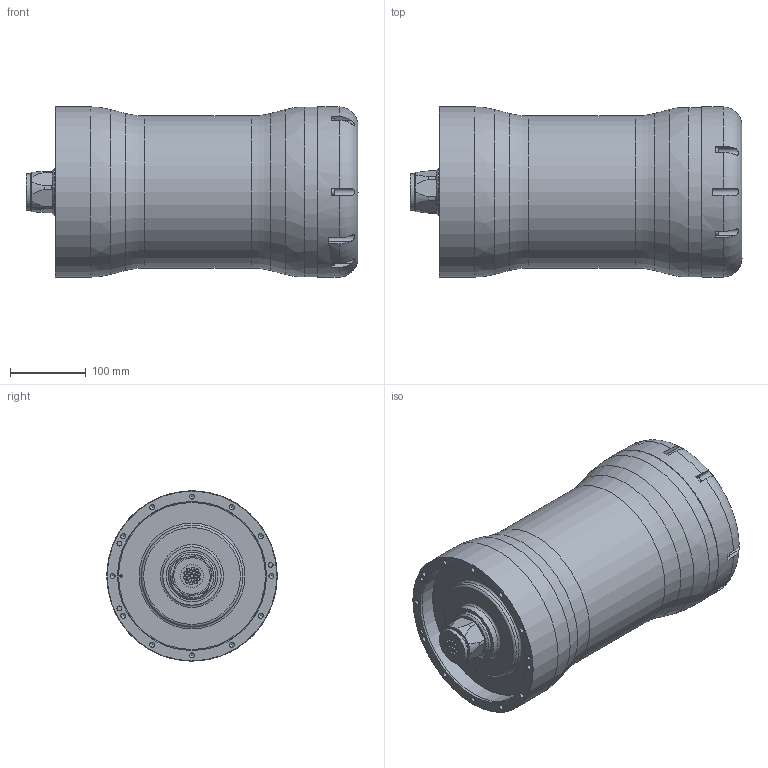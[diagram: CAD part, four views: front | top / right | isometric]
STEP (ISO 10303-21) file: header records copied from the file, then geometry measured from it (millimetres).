
FILE_DESCRIPTION(/* description */ (''),/* implementation_level */ '2;1');
FILE_NAME(/* name */ '8084-04X5-A1.stp',/* time_stamp */ '2021-07-12T11:06:38+01:00',/* author */ ('db'),/* organization */ (''),/* preprocessor_version */ 'ST-DEVELOPER v18.1',/* originating_system */ 'Autodesk Inventor 2022',/* authorisation */ '');
FILE_SCHEMA (('AUTOMOTIVE_DESIGN { 1 0 10303 214 3 1 1 }'));
Length unit declared in the file: millimetre
Products named in the file (2): 8084-04X5-A1; 8084-04X5-A1 simplify
Assembly tree (1 placements, depth 2):
  8084-04X5-A1
    8084-04X5-A1 simplify
Bounding box: 438.96 x 225 x 225 mm (x, y, z)
Volume: 13686779.9 mm3; surface area: 384881.6 mm2
Topology: 1 solids, 1 shells, 275 faces, 629 edges, 414 vertices
Faces by surface type: plane 140, cylinder 87, cone 34, torus 12, bspline 2
Full cylindrical faces by diameter (mm): 4 x16, 4.5 x16, 5.2 x3, 6 x3, 6.647 x12, 8.3 x3, 8.5 x6, 30 x1, 46 x1, 48.1 x1, 63 x1, 68 x1, 77 x1, 134.1 x1, 172.72 x1, 195.33 x1, 201 x1, 225 x1
Entity records: 8118 total; most frequent: CARTESIAN_POINT 1926, DIRECTION 1311, ORIENTED_EDGE 1220, EDGE_CURVE 610, AXIS2_PLACEMENT_3D 524, VERTEX_POINT 414, EDGE_LOOP 352, FACE_OUTER_BOUND 275
